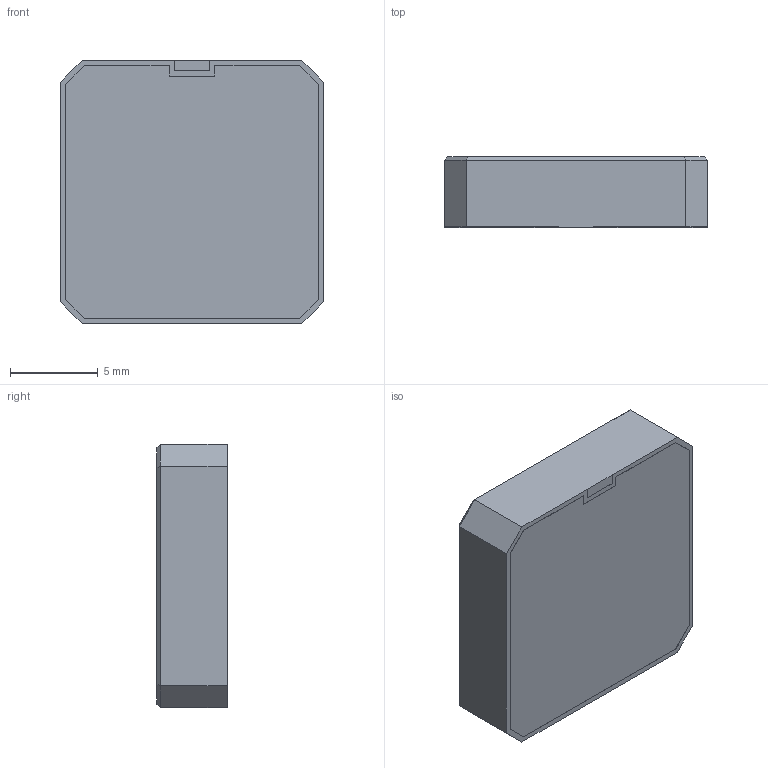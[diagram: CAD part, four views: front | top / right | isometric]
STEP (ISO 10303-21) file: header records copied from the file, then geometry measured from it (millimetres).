
FILE_DESCRIPTION (( 'STEP AP214' ), '1' );
FILE_NAME ('DSGP.1575.15.4.A.02_Web.STEP', '2020-01-16T05:35:36', ( '' ), ( '' ), 'SwSTEP 2.0', 'SolidWorks 2017', '' );
FILE_SCHEMA (( 'AUTOMOTIVE_DESIGN' ));
Length unit declared in the file: millimetre
Products named in the file (2): DSGP.1575.15.4.A.02_Web
Bounding box: 15 x 4.03 x 15 mm (x, y, z)
Volume: 889.9 mm3; surface area: 667.1 mm2
Topology: 1 solids, 1 shells, 237 faces, 620 edges, 410 vertices
Faces by surface type: plane 153, bspline 80, cylinder 4
Entity records: 10765 total; most frequent: CARTESIAN_POINT 5423, ORIENTED_EDGE 1240, DIRECTION 786, EDGE_CURVE 620, LINE 452, VECTOR 452, VERTEX_POINT 410, EDGE_LOOP 262
